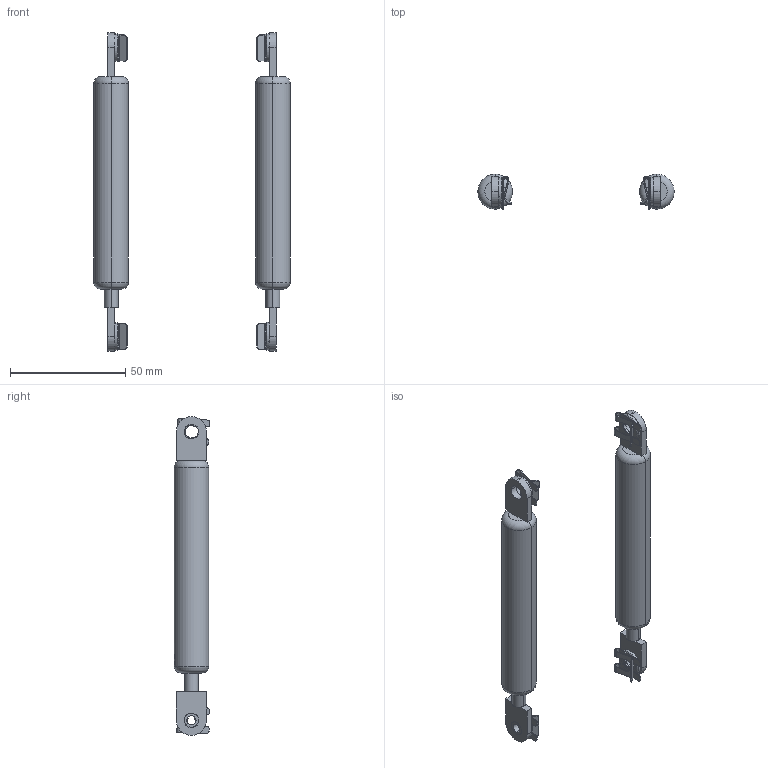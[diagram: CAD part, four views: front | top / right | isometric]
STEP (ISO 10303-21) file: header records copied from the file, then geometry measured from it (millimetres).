
FILE_DESCRIPTION (( 'STEP AP214' ), '1' );
FILE_NAME ('39300~1.STEP', '2018-01-04T09:25:39', ( '' ), ( '' ), 'SwSTEP 2.0', 'SolidWorks 2016', '' );
FILE_SCHEMA (( 'AUTOMOTIVE_DESIGN' ));
Length unit declared in the file: millimetre
Products named in the file (8): 30618~4_S; 37967~0_L„nge_125 min <Standard>; 11536~0_L„nge_125min <Standard>; 39300~1; 49317~0; DIN125~n_04,3 M04,0; 4971~0; DIN125~n_06,4 M06,0 Fase
Assembly tree (16 placements, depth 2):
  39300~1
    37967~0_L„nge_125 min <Standard>
    11536~0_L„nge_125min <Standard>
    DIN125~n_06,4 M06,0 Fase  x4
    49317~0  x4
    4971~0  x2
    DIN125~n_04,3 M04,0  x2
    30618~4_S  x2
Bounding box: 85 x 15.49 x 138 mm (x, y, z)
Volume: 36040.1 mm3; surface area: 15202.6 mm2
Topology: 16 solids, 16 shells, 333 faces, 889 edges, 582 vertices
Faces by surface type: cylinder 153, plane 140, bspline 24, torus 8, cone 8
Entity records: 5199 total; most frequent: CARTESIAN_POINT 964, DIRECTION 881, ORIENTED_EDGE 782, EDGE_CURVE 391, AXIS2_PLACEMENT_3D 339, VERTEX_POINT 252, LINE 203, VECTOR 203
